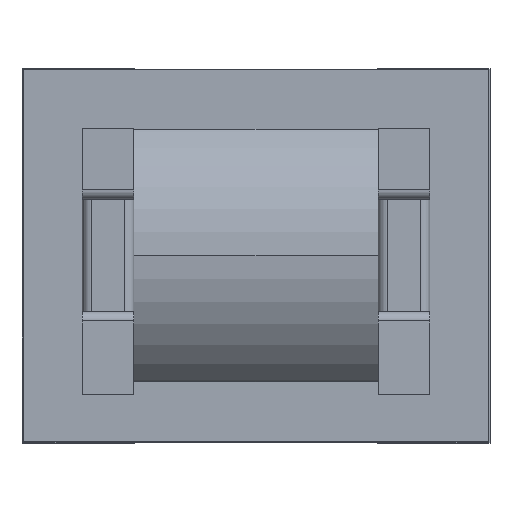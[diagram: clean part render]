
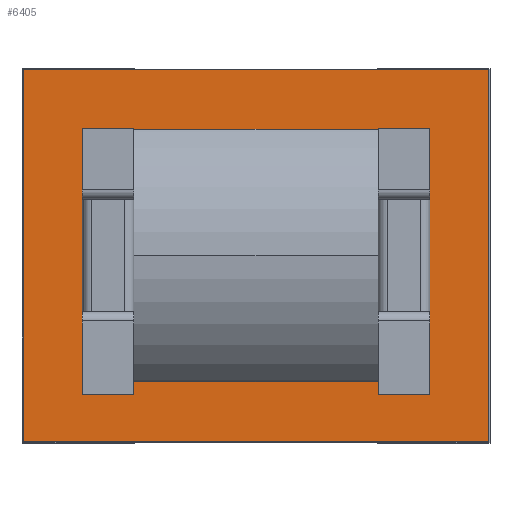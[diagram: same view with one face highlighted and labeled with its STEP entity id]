
A CAD part, top view. The second image highlights one B-rep face of the part: STEP entity #6405.
In plain terms, the highlighted planar face has unit normal (0, 0, 1).
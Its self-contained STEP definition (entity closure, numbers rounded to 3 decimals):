
#20 = EDGE_CURVE ( 'NONE', #3979, #13915, #9406, .T. ) ;
#30 = VERTEX_POINT ( 'NONE', #7886 ) ;
#44 = LINE ( 'NONE', #15166, #3237 ) ;
#77 = ORIENTED_EDGE ( 'NONE', *, *, #4242, .F. ) ;
#162 = EDGE_CURVE ( 'NONE', #13271, #9897, #2194, .T. ) ;
#198 = CARTESIAN_POINT ( 'NONE',  ( -4.64, -3.72, 7.38 ) ) ;
#398 = CARTESIAN_POINT ( 'NONE',  ( 3.26, -3.72, 7.38 ) ) ;
#602 = ORIENTED_EDGE ( 'NONE', *, *, #9111, .F. ) ;
#671 = LINE ( 'NONE', #14860, #3813 ) ;
#792 = VECTOR ( 'NONE', #6773, 1000. ) ;
#805 = DIRECTION ( 'NONE',  ( 0., -1., 0. ) ) ;
#845 = DIRECTION ( 'NONE',  ( 0., -1., 0. ) ) ;
#954 = DIRECTION ( 'NONE',  ( 0., 1., 0. ) ) ;
#1070 = LINE ( 'NONE', #5907, #3246 ) ;
#1124 = VECTOR ( 'NONE', #14996, 1000. ) ;
#1185 = CARTESIAN_POINT ( 'NONE',  ( 3.26, 3.38, 7.38 ) ) ;
#1232 = DIRECTION ( 'NONE',  ( 0., -1., 0. ) ) ;
#1363 = VECTOR ( 'NONE', #805, 1000. ) ;
#1587 = CARTESIAN_POINT ( 'NONE',  ( 4.64, 3.38, 7.38 ) ) ;
#1680 = VECTOR ( 'NONE', #15062, 1000. ) ;
#1681 = LINE ( 'NONE', #1587, #792 ) ;
#1701 = LINE ( 'NONE', #4233, #12422 ) ;
#1711 = EDGE_CURVE ( 'NONE', #9897, #13135, #6484, .T. ) ;
#1797 = ORIENTED_EDGE ( 'NONE', *, *, #11171, .T. ) ;
#1829 = ORIENTED_EDGE ( 'NONE', *, *, #14572, .T. ) ;
#2179 = CARTESIAN_POINT ( 'NONE',  ( -4.64, 0., 7.38 ) ) ;
#2194 = LINE ( 'NONE', #8456, #6809 ) ;
#2554 = EDGE_LOOP ( 'NONE', ( #16039, #1829, #3314, #12566, #16002, #16449, #6900, #10782, #602, #14644, #1797, #77 ) ) ;
#3098 = VECTOR ( 'NONE', #12203, 1000. ) ;
#3237 = VECTOR ( 'NONE', #1232, 1000. ) ;
#3246 = VECTOR ( 'NONE', #13843, 1000. ) ;
#3302 = DIRECTION ( 'NONE',  ( 1., 0., 0. ) ) ;
#3314 = ORIENTED_EDGE ( 'NONE', *, *, #20, .F. ) ;
#3555 = EDGE_CURVE ( 'NONE', #13419, #13271, #16049, .T. ) ;
#3653 = LINE ( 'NONE', #16584, #8415 ) ;
#3660 = CARTESIAN_POINT ( 'NONE',  ( 3.26, 3.376, 7.38 ) ) ;
#3671 = VERTEX_POINT ( 'NONE', #398 ) ;
#3813 = VECTOR ( 'NONE', #3302, 1000. ) ;
#3979 = VERTEX_POINT ( 'NONE', #6742 ) ;
#4233 = CARTESIAN_POINT ( 'NONE',  ( -3.26, -3.72, 7.38 ) ) ;
#4242 = EDGE_CURVE ( 'NONE', #30, #16068, #3653, .T. ) ;
#4313 = VERTEX_POINT ( 'NONE', #12628 ) ;
#4346 = FACE_OUTER_BOUND ( 'NONE', #6713, .T. ) ;
#4479 = CARTESIAN_POINT ( 'NONE',  ( 6.2, 0., 7.38 ) ) ;
#5004 = CARTESIAN_POINT ( 'NONE',  ( -6.2, 4.976, 7.38 ) ) ;
#5383 = DIRECTION ( 'NONE',  ( 0., -1., 0. ) ) ;
#5394 = CARTESIAN_POINT ( 'NONE',  ( 0., 0., 7.38 ) ) ;
#5472 = CARTESIAN_POINT ( 'NONE',  ( -6.2, 0., 7.38 ) ) ;
#5698 = CARTESIAN_POINT ( 'NONE',  ( 0., -3.376, 7.38 ) ) ;
#5907 = CARTESIAN_POINT ( 'NONE',  ( -4.64, -3.72, 7.38 ) ) ;
#6041 = VECTOR ( 'NONE', #5383, 1000. ) ;
#6188 = VERTEX_POINT ( 'NONE', #198 ) ;
#6272 = LINE ( 'NONE', #1185, #15862 ) ;
#6381 = ORIENTED_EDGE ( 'NONE', *, *, #162, .T. ) ;
#6405 = ADVANCED_FACE ( 'NONE', ( #7234, #4346 ), #13458, .T. ) ;
#6484 = LINE ( 'NONE', #5472, #6041 ) ;
#6713 = EDGE_LOOP ( 'NONE', ( #6381, #16535, #10212, #9488 ) ) ;
#6742 = CARTESIAN_POINT ( 'NONE',  ( -3.26, 3.38, 7.38 ) ) ;
#6773 = DIRECTION ( 'NONE',  ( -1., 0., 0. ) ) ;
#6809 = VECTOR ( 'NONE', #11196, 1000. ) ;
#6900 = ORIENTED_EDGE ( 'NONE', *, *, #10325, .F. ) ;
#7234 = FACE_BOUND ( 'NONE', #2554, .T. ) ;
#7270 = CARTESIAN_POINT ( 'NONE',  ( 3.26, 3.38, 7.38 ) ) ;
#7712 = VERTEX_POINT ( 'NONE', #9953 ) ;
#7886 = CARTESIAN_POINT ( 'NONE',  ( -3.26, -3.72, 7.38 ) ) ;
#8415 = VECTOR ( 'NONE', #954, 1000. ) ;
#8456 = CARTESIAN_POINT ( 'NONE',  ( 0., 4.976, 7.38 ) ) ;
#8598 = LINE ( 'NONE', #7270, #1363 ) ;
#9111 = EDGE_CURVE ( 'NONE', #3671, #15752, #9147, .T. ) ;
#9147 = LINE ( 'NONE', #10227, #15019 ) ;
#9406 = LINE ( 'NONE', #15871, #15118 ) ;
#9488 = ORIENTED_EDGE ( 'NONE', *, *, #3555, .T. ) ;
#9574 = VERTEX_POINT ( 'NONE', #15431 ) ;
#9636 = CARTESIAN_POINT ( 'NONE',  ( 6.2, -4.976, 7.38 ) ) ;
#9729 = AXIS2_PLACEMENT_3D ( 'NONE', #5394, #11139, #15898 ) ;
#9770 = DIRECTION ( 'NONE',  ( -1., 0., 0. ) ) ;
#9897 = VERTEX_POINT ( 'NONE', #5004 ) ;
#9953 = CARTESIAN_POINT ( 'NONE',  ( 4.64, 3.38, 7.38 ) ) ;
#10114 = EDGE_CURVE ( 'NONE', #13135, #13419, #671, .T. ) ;
#10212 = ORIENTED_EDGE ( 'NONE', *, *, #10114, .T. ) ;
#10227 = CARTESIAN_POINT ( 'NONE',  ( 3.26, -3.72, 7.38 ) ) ;
#10325 = EDGE_CURVE ( 'NONE', #7712, #12941, #1681, .T. ) ;
#10485 = CARTESIAN_POINT ( 'NONE',  ( 6.2, 4.976, 7.38 ) ) ;
#10674 = CARTESIAN_POINT ( 'NONE',  ( -6.2, -4.976, 7.38 ) ) ;
#10782 = ORIENTED_EDGE ( 'NONE', *, *, #15957, .T. ) ;
#11139 = DIRECTION ( 'NONE',  ( 0., 0., 1. ) ) ;
#11171 = EDGE_CURVE ( 'NONE', #9574, #16068, #12308, .T. ) ;
#11196 = DIRECTION ( 'NONE',  ( -1., 0., 0. ) ) ;
#11287 = CARTESIAN_POINT ( 'NONE',  ( -3.26, -3.376, 7.38 ) ) ;
#11427 = EDGE_CURVE ( 'NONE', #12941, #13983, #6272, .T. ) ;
#12203 = DIRECTION ( 'NONE',  ( 0., 1., 0. ) ) ;
#12308 = LINE ( 'NONE', #5698, #16205 ) ;
#12324 = LINE ( 'NONE', #16168, #1680 ) ;
#12422 = VECTOR ( 'NONE', #14697, 1000. ) ;
#12566 = ORIENTED_EDGE ( 'NONE', *, *, #15336, .F. ) ;
#12628 = CARTESIAN_POINT ( 'NONE',  ( -3.26, 3.376, 7.38 ) ) ;
#12941 = VERTEX_POINT ( 'NONE', #12952 ) ;
#12952 = CARTESIAN_POINT ( 'NONE',  ( 3.26, 3.38, 7.38 ) ) ;
#13135 = VERTEX_POINT ( 'NONE', #10674 ) ;
#13169 = EDGE_CURVE ( 'NONE', #6188, #30, #1070, .T. ) ;
#13271 = VERTEX_POINT ( 'NONE', #10485 ) ;
#13419 = VERTEX_POINT ( 'NONE', #9636 ) ;
#13458 = PLANE ( 'NONE',  #9729 ) ;
#13750 = LINE ( 'NONE', #2179, #1124 ) ;
#13843 = DIRECTION ( 'NONE',  ( 1., 0., 0. ) ) ;
#13915 = VERTEX_POINT ( 'NONE', #15493 ) ;
#13983 = VERTEX_POINT ( 'NONE', #3660 ) ;
#14272 = DIRECTION ( 'NONE',  ( 1., 0., 0. ) ) ;
#14525 = DIRECTION ( 'NONE',  ( -1., 0., 0. ) ) ;
#14572 = EDGE_CURVE ( 'NONE', #6188, #13915, #13750, .T. ) ;
#14644 = ORIENTED_EDGE ( 'NONE', *, *, #15826, .F. ) ;
#14697 = DIRECTION ( 'NONE',  ( 0., 1., 0. ) ) ;
#14860 = CARTESIAN_POINT ( 'NONE',  ( 0., -4.976, 7.38 ) ) ;
#14940 = EDGE_CURVE ( 'NONE', #4313, #13983, #12324, .T. ) ;
#14996 = DIRECTION ( 'NONE',  ( 0., 1., 0. ) ) ;
#15019 = VECTOR ( 'NONE', #14272, 1000. ) ;
#15062 = DIRECTION ( 'NONE',  ( 1., 0., 0. ) ) ;
#15118 = VECTOR ( 'NONE', #14525, 1000. ) ;
#15166 = CARTESIAN_POINT ( 'NONE',  ( 4.64, 0., 7.38 ) ) ;
#15336 = EDGE_CURVE ( 'NONE', #4313, #3979, #1701, .T. ) ;
#15431 = CARTESIAN_POINT ( 'NONE',  ( 3.26, -3.376, 7.38 ) ) ;
#15493 = CARTESIAN_POINT ( 'NONE',  ( -4.64, 3.38, 7.38 ) ) ;
#15696 = CARTESIAN_POINT ( 'NONE',  ( 4.64, -3.72, 7.38 ) ) ;
#15752 = VERTEX_POINT ( 'NONE', #15696 ) ;
#15826 = EDGE_CURVE ( 'NONE', #9574, #3671, #8598, .T. ) ;
#15862 = VECTOR ( 'NONE', #845, 1000. ) ;
#15871 = CARTESIAN_POINT ( 'NONE',  ( -3.26, 3.38, 7.38 ) ) ;
#15898 = DIRECTION ( 'NONE',  ( 1., 0., 0. ) ) ;
#15957 = EDGE_CURVE ( 'NONE', #7712, #15752, #44, .T. ) ;
#16002 = ORIENTED_EDGE ( 'NONE', *, *, #14940, .T. ) ;
#16039 = ORIENTED_EDGE ( 'NONE', *, *, #13169, .F. ) ;
#16049 = LINE ( 'NONE', #4479, #3098 ) ;
#16068 = VERTEX_POINT ( 'NONE', #11287 ) ;
#16168 = CARTESIAN_POINT ( 'NONE',  ( 0., 3.376, 7.38 ) ) ;
#16205 = VECTOR ( 'NONE', #9770, 1000. ) ;
#16449 = ORIENTED_EDGE ( 'NONE', *, *, #11427, .F. ) ;
#16535 = ORIENTED_EDGE ( 'NONE', *, *, #1711, .T. ) ;
#16584 = CARTESIAN_POINT ( 'NONE',  ( -3.26, -3.72, 7.38 ) ) ;
